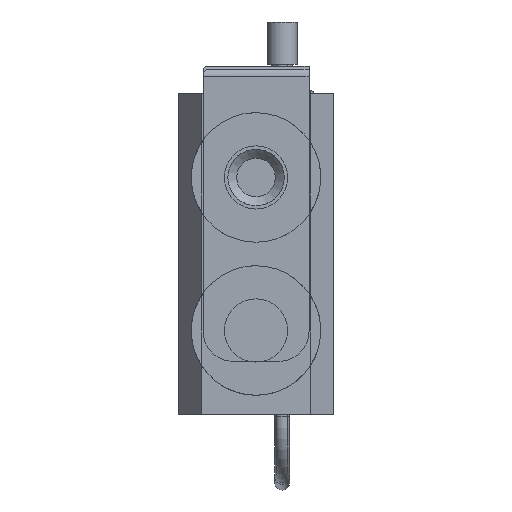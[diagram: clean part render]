
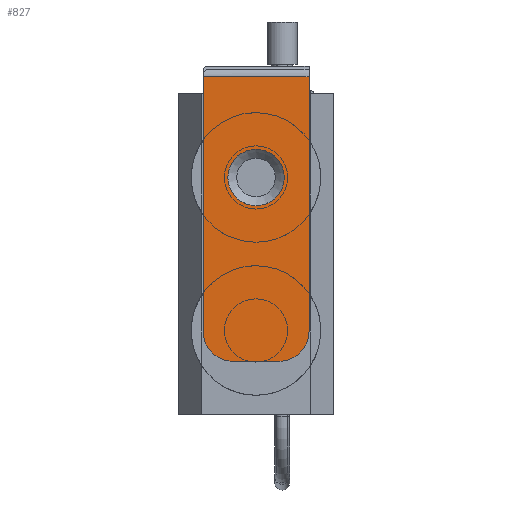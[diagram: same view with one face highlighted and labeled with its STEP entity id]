
A CAD part, top view. The second image highlights one B-rep face of the part: STEP entity #827.
In plain terms, the highlighted planar face has unit normal (0, 0, 1).
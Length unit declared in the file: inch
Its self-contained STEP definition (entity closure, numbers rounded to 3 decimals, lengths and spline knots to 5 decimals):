
#546=FACE_BOUND('',#1522,.T.);
#547=FACE_BOUND('',#1523,.T.);
#827=ADVANCED_FACE('',(#546,#547),#999,.T.);
#999=PLANE('',#5131);
#1522=EDGE_LOOP('',(#2798));
#1523=EDGE_LOOP('',(#2799,#2800,#2801,#2802,#2803,#2804));
#1851=CIRCLE('',#5128,0.2345);
#1852=CIRCLE('',#5129,0.25);
#1853=CIRCLE('',#5130,0.25);
#2798=ORIENTED_EDGE('',*,*,#3994,.F.);
#2799=ORIENTED_EDGE('',*,*,#3995,.T.);
#2800=ORIENTED_EDGE('',*,*,#3996,.T.);
#2801=ORIENTED_EDGE('',*,*,#3972,.F.);
#2802=ORIENTED_EDGE('',*,*,#3997,.T.);
#2803=ORIENTED_EDGE('',*,*,#3991,.F.);
#2804=ORIENTED_EDGE('',*,*,#3998,.T.);
#3427=VERTEX_POINT('',#8242);
#3428=VERTEX_POINT('',#8243);
#3441=VERTEX_POINT('',#8279);
#3442=VERTEX_POINT('',#8280);
#3443=VERTEX_POINT('',#8285);
#3444=VERTEX_POINT('',#8287);
#3445=VERTEX_POINT('',#8288);
#3972=EDGE_CURVE('',#3427,#3428,#4321,.T.);
#3991=EDGE_CURVE('',#3441,#3442,#4333,.T.);
#3994=EDGE_CURVE('',#3443,#3443,#1851,.T.);
#3995=EDGE_CURVE('',#3444,#3445,#4336,.T.);
#3996=EDGE_CURVE('',#3445,#3428,#4337,.T.);
#3997=EDGE_CURVE('',#3427,#3442,#1852,.T.);
#3998=EDGE_CURVE('',#3441,#3444,#1853,.T.);
#4321=LINE('',#8241,#4606);
#4333=LINE('',#8278,#4618);
#4336=LINE('',#8286,#4621);
#4337=LINE('',#8289,#4622);
#4606=VECTOR('',#6321,1.);
#4618=VECTOR('',#6355,1.);
#4621=VECTOR('',#6362,1.);
#4622=VECTOR('',#6363,1.);
#5128=AXIS2_PLACEMENT_3D('',#8284,#6360,#6361);
#5129=AXIS2_PLACEMENT_3D('',#8290,#6364,#6365);
#5130=AXIS2_PLACEMENT_3D('',#8291,#6366,#6367);
#5131=AXIS2_PLACEMENT_3D('',#8292,#6368,#6369);
#6321=DIRECTION('',(0.,1.,0.));
#6355=DIRECTION('',(-1.,0.,0.));
#6360=DIRECTION('',(0.,0.,1.));
#6361=DIRECTION('',(0.,-1.,0.));
#6362=DIRECTION('',(0.,1.,0.));
#6363=DIRECTION('',(-1.,0.,0.));
#6364=DIRECTION('',(0.,0.,1.));
#6365=DIRECTION('',(0.,1.,0.));
#6366=DIRECTION('',(0.,0.,1.));
#6367=DIRECTION('',(0.,1.,0.));
#6368=DIRECTION('',(0.,0.,1.));
#6369=DIRECTION('',(0.,-1.,0.));
#8241=CARTESIAN_POINT('',(-1.06659,-0.90237,0.43));
#8242=CARTESIAN_POINT('',(-1.06659,-0.67737,0.43));
#8243=CARTESIAN_POINT('',(-1.06659,1.43463,0.43));
#8278=CARTESIAN_POINT('',(-0.18659,-0.92737,0.43));
#8279=CARTESIAN_POINT('',(-0.43659,-0.92737,0.43));
#8280=CARTESIAN_POINT('',(-0.81659,-0.92737,0.43));
#8284=CARTESIAN_POINT('',(-0.62659,0.59963,0.43));
#8285=CARTESIAN_POINT('',(-0.62659,0.36513,0.43));
#8286=CARTESIAN_POINT('',(-0.18659,-0.92737,0.43));
#8287=CARTESIAN_POINT('',(-0.18659,-0.67737,0.43));
#8288=CARTESIAN_POINT('',(-0.18659,1.43463,0.43));
#8289=CARTESIAN_POINT('',(-0.18659,1.43463,0.43));
#8290=CARTESIAN_POINT('',(-0.81659,-0.67737,0.43));
#8291=CARTESIAN_POINT('',(-0.43659,-0.67737,0.43));
#8292=CARTESIAN_POINT('',(-0.18659,-0.90237,0.43));
